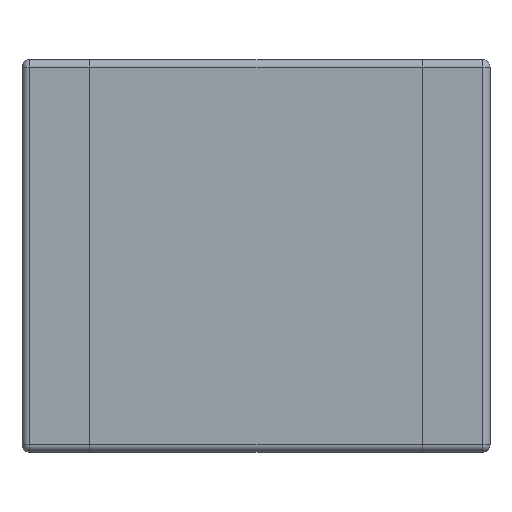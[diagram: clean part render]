
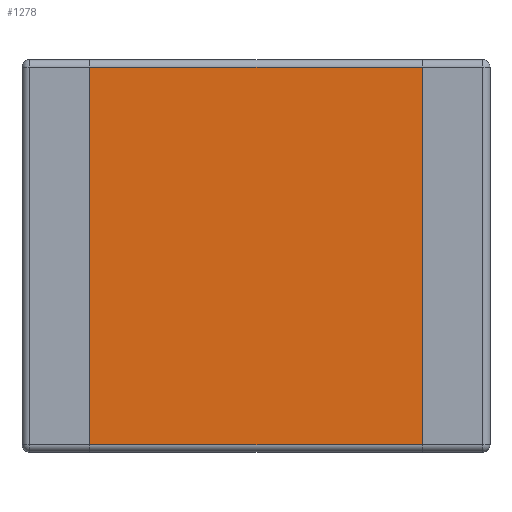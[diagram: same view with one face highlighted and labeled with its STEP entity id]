
A CAD part, top view. The second image highlights one B-rep face of the part: STEP entity #1278.
In plain terms, the highlighted planar face has unit normal (0, 0, 1).
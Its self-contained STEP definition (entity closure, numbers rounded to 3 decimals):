
#1158 = VERTEX_POINT('',#1159);
#1159 = CARTESIAN_POINT('',(2.65,2.55,0.55));
#1166 = EDGE_CURVE('',#1167,#1158,#1169,.T.);
#1167 = VERTEX_POINT('',#1168);
#1168 = CARTESIAN_POINT('',(2.65,0.05,0.55));
#1169 = LINE('',#1170,#1171);
#1170 = CARTESIAN_POINT('',(2.65,0.,0.55));
#1171 = VECTOR('',#1172,1.);
#1172 = DIRECTION('',(0.,1.,0.));
#1191 = EDGE_CURVE('',#1192,#1167,#1194,.T.);
#1192 = VERTEX_POINT('',#1193);
#1193 = CARTESIAN_POINT('',(0.45,0.05,0.55));
#1194 = LINE('',#1195,#1196);
#1195 = CARTESIAN_POINT('',(0.,0.05,0.55));
#1196 = VECTOR('',#1197,1.);
#1197 = DIRECTION('',(1.,0.,0.));
#1242 = VERTEX_POINT('',#1243);
#1243 = CARTESIAN_POINT('',(0.45,2.55,0.55));
#1250 = EDGE_CURVE('',#1192,#1242,#1251,.T.);
#1251 = LINE('',#1252,#1253);
#1252 = CARTESIAN_POINT('',(0.45,0.,0.55));
#1253 = VECTOR('',#1254,1.);
#1254 = DIRECTION('',(0.,1.,0.));
#1278 = ADVANCED_FACE('',(#1279),#1290,.T.);
#1279 = FACE_BOUND('',#1280,.T.);
#1280 = EDGE_LOOP('',(#1281,#1282,#1283,#1284));
#1281 = ORIENTED_EDGE('',*,*,#1250,.F.);
#1282 = ORIENTED_EDGE('',*,*,#1191,.T.);
#1283 = ORIENTED_EDGE('',*,*,#1166,.T.);
#1284 = ORIENTED_EDGE('',*,*,#1285,.F.);
#1285 = EDGE_CURVE('',#1242,#1158,#1286,.T.);
#1286 = LINE('',#1287,#1288);
#1287 = CARTESIAN_POINT('',(0.,2.55,0.55));
#1288 = VECTOR('',#1289,1.);
#1289 = DIRECTION('',(1.,0.,0.));
#1290 = PLANE('',#1291);
#1291 = AXIS2_PLACEMENT_3D('',#1292,#1293,#1294);
#1292 = CARTESIAN_POINT('',(0.,0.,0.55));
#1293 = DIRECTION('',(0.,0.,1.));
#1294 = DIRECTION('',(1.,0.,0.));
